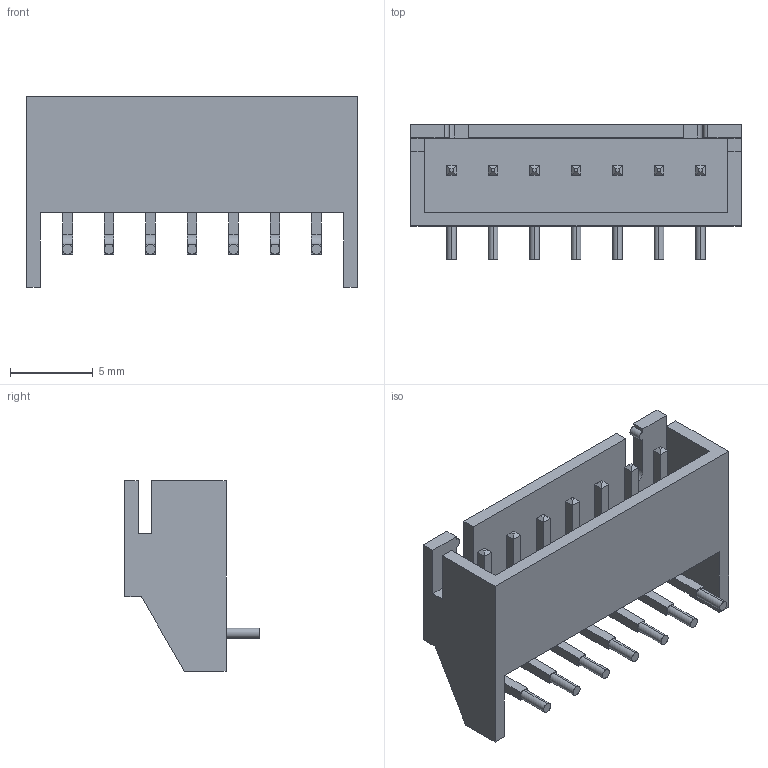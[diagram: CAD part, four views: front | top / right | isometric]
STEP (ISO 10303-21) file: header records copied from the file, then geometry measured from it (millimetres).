
FILE_DESCRIPTION (( 'STEP AP214' ), '1' );
FILE_NAME ('715BC89A-8B8E-4740-A1AF-D7DF6D4801F0.STEP', '2022-08-30T09:43:22', ( '' ), ( '' ), 'SwSTEP 2.0', 'SolidWorks 2022', '' );
FILE_SCHEMA (( 'AUTOMOTIVE_DESIGN' ));
Length unit declared in the file: millimetre
Products named in the file (1): 715BC89A-8B8E-4740-A1AF-D7DF6D4801F0
Bounding box: 19.9 x 8.1 x 11.5 mm (x, y, z)
Volume: 386 mm3; surface area: 1172.2 mm2
Topology: 1 solids, 1 shells, 204 faces, 494 edges, 306 vertices
Faces by surface type: plane 172, cylinder 32
Entity records: 6323 total; most frequent: CARTESIAN_POINT 1005, ORIENTED_EDGE 988, DIRECTION 982, EDGE_CURVE 494, VECTOR 416, LINE 416, VERTEX_POINT 306, AXIS2_PLACEMENT_3D 283
